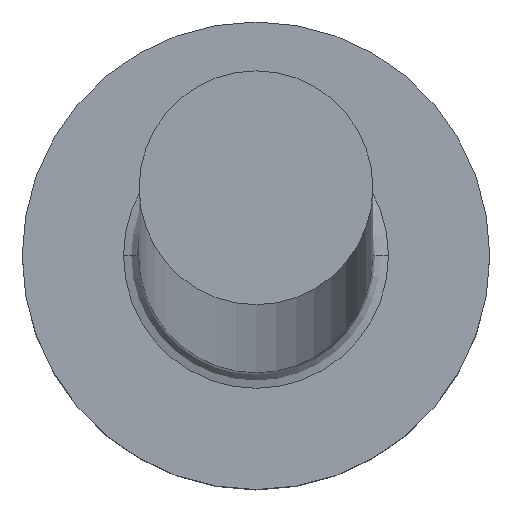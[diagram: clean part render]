
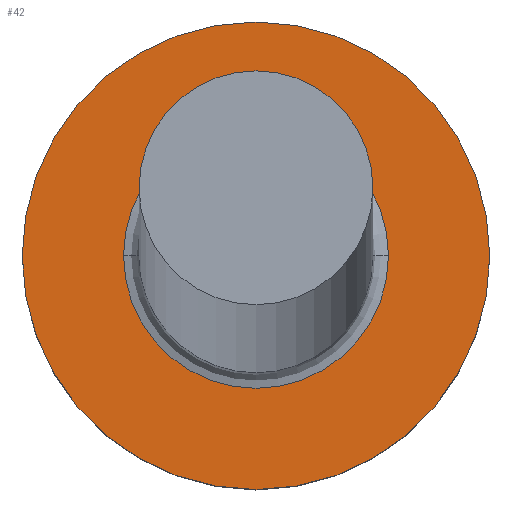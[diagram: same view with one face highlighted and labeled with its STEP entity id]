
A CAD part, top view. The second image highlights one B-rep face of the part: STEP entity #42.
In plain terms, the highlighted planar face has unit normal (0, 0, 1).
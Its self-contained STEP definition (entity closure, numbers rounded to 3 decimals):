
#1 = CIRCLE ( 'NONE', #250, 1.7 ) ;
#2 = ORIENTED_EDGE ( 'NONE', *, *, #219, .T. ) ;
#5 = DIRECTION ( 'NONE',  ( 0., 0., 1. ) ) ;
#6 = CARTESIAN_POINT ( 'NONE',  ( 0., 0., 3. ) ) ;
#7 = FACE_OUTER_BOUND ( 'NONE', #93, .T. ) ;
#15 = DIRECTION ( 'NONE',  ( 1., 0., 0. ) ) ;
#16 = CIRCLE ( 'NONE', #179, 1.7 ) ;
#24 = ORIENTED_EDGE ( 'NONE', *, *, #44, .T. ) ;
#29 = CARTESIAN_POINT ( 'NONE',  ( 0., 0., 3. ) ) ;
#42 = ADVANCED_FACE ( 'NONE', ( #74, #7 ), #150, .T. ) ;
#44 = EDGE_CURVE ( 'NONE', #210, #177, #67, .T. ) ;
#47 = AXIS2_PLACEMENT_3D ( 'NONE', #126, #75, #286 ) ;
#50 = DIRECTION ( 'NONE',  ( 0., 0., 1. ) ) ;
#54 = CARTESIAN_POINT ( 'NONE',  ( 3., 0., 3. ) ) ;
#67 = CIRCLE ( 'NONE', #100, 3. ) ;
#74 = FACE_BOUND ( 'NONE', #285, .T. ) ;
#75 = DIRECTION ( 'NONE',  ( 0., 0., 1. ) ) ;
#79 = DIRECTION ( 'NONE',  ( 0., 0., -1. ) ) ;
#84 = CIRCLE ( 'NONE', #263, 3. ) ;
#93 = EDGE_LOOP ( 'NONE', ( #213, #24 ) ) ;
#100 = AXIS2_PLACEMENT_3D ( 'NONE', #29, #50, #194 ) ;
#102 = EDGE_CURVE ( 'NONE', #177, #210, #84, .T. ) ;
#105 = CARTESIAN_POINT ( 'NONE',  ( 0., 0., 3. ) ) ;
#124 = DIRECTION ( 'NONE',  ( 1., 0., 0. ) ) ;
#126 = CARTESIAN_POINT ( 'NONE',  ( 0., 0., 3. ) ) ;
#131 = CARTESIAN_POINT ( 'NONE',  ( -1.7, 0., 3. ) ) ;
#148 = VERTEX_POINT ( 'NONE', #131 ) ;
#150 = PLANE ( 'NONE',  #47 ) ;
#177 = VERTEX_POINT ( 'NONE', #294 ) ;
#178 = CARTESIAN_POINT ( 'NONE',  ( 1.7, 0., 3. ) ) ;
#179 = AXIS2_PLACEMENT_3D ( 'NONE', #245, #79, #182 ) ;
#182 = DIRECTION ( 'NONE',  ( 1., 0., 0. ) ) ;
#194 = DIRECTION ( 'NONE',  ( 1., 0., 0. ) ) ;
#210 = VERTEX_POINT ( 'NONE', #54 ) ;
#213 = ORIENTED_EDGE ( 'NONE', *, *, #102, .T. ) ;
#219 = EDGE_CURVE ( 'NONE', #235, #148, #1, .T. ) ;
#224 = DIRECTION ( 'NONE',  ( 0., 0., -1. ) ) ;
#230 = EDGE_CURVE ( 'NONE', #148, #235, #16, .T. ) ;
#235 = VERTEX_POINT ( 'NONE', #178 ) ;
#245 = CARTESIAN_POINT ( 'NONE',  ( 0., 0., 3. ) ) ;
#250 = AXIS2_PLACEMENT_3D ( 'NONE', #105, #224, #15 ) ;
#263 = AXIS2_PLACEMENT_3D ( 'NONE', #6, #5, #124 ) ;
#285 = EDGE_LOOP ( 'NONE', ( #2, #288 ) ) ;
#286 = DIRECTION ( 'NONE',  ( 1., 0., 0. ) ) ;
#288 = ORIENTED_EDGE ( 'NONE', *, *, #230, .T. ) ;
#294 = CARTESIAN_POINT ( 'NONE',  ( -3., 0., 3. ) ) ;
